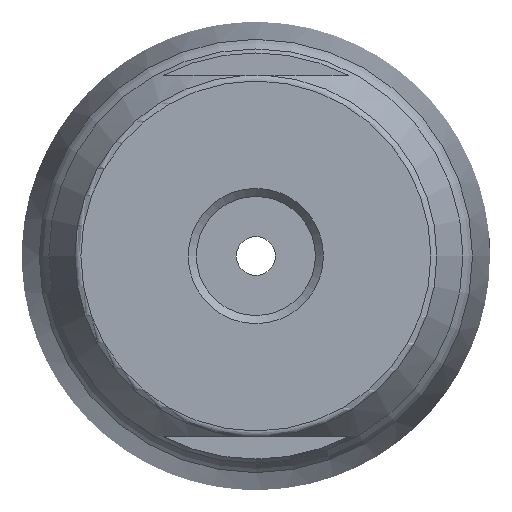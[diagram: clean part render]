
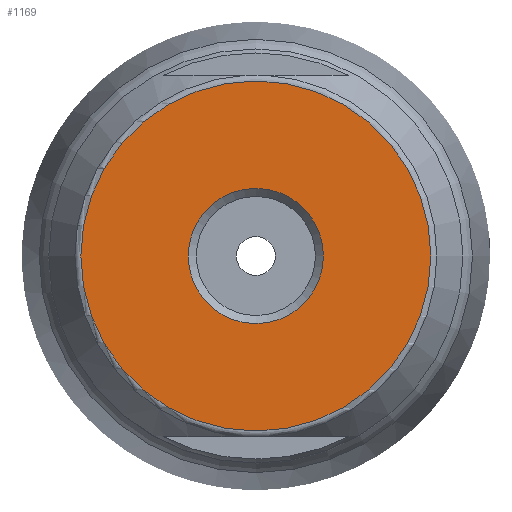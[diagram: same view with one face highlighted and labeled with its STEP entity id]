
A CAD part, front view. The second image highlights one B-rep face of the part: STEP entity #1169.
In plain terms, the highlighted planar face has unit normal (0, -1, 0).
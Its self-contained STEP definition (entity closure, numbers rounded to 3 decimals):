
#93=PLANE('',#1355);
#368=ORIENTED_EDGE('',*,*,#552,.T.);
#369=ORIENTED_EDGE('',*,*,#560,.F.);
#552=EDGE_CURVE('',#671,#671,#758,.T.);
#560=EDGE_CURVE('',#677,#677,#762,.T.);
#671=VERTEX_POINT('',#2037);
#677=VERTEX_POINT('',#2069);
#758=CIRCLE('',#1350,12.591);
#762=CIRCLE('',#1356,4.864);
#874=EDGE_LOOP('',(#368));
#875=EDGE_LOOP('',(#369));
#1030=FACE_BOUND('',#874,.T.);
#1031=FACE_BOUND('',#875,.T.);
#1169=ADVANCED_FACE('',(#1030,#1031),#93,.T.);
#1350=AXIS2_PLACEMENT_3D('',#2036,#1637,#1638);
#1355=AXIS2_PLACEMENT_3D('',#2067,#1647,#1648);
#1356=AXIS2_PLACEMENT_3D('',#2068,#1649,#1650);
#1637=DIRECTION('',(0.,-1.,0.));
#1638=DIRECTION('',(0.,0.,-1.));
#1647=DIRECTION('',(0.,-1.,0.));
#1648=DIRECTION('',(0.,0.,-1.));
#1649=DIRECTION('',(0.,-1.,0.));
#1650=DIRECTION('',(0.,0.,-1.));
#2036=CARTESIAN_POINT('',(0.,-45.5,0.));
#2037=CARTESIAN_POINT('',(0.,-45.5,-12.591));
#2067=CARTESIAN_POINT('',(1.4,-45.5,0.));
#2068=CARTESIAN_POINT('',(0.,-45.5,0.));
#2069=CARTESIAN_POINT('',(0.,-45.5,-4.864));
